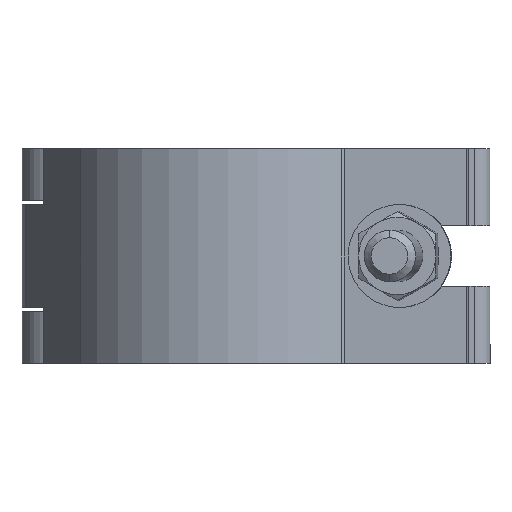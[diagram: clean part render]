
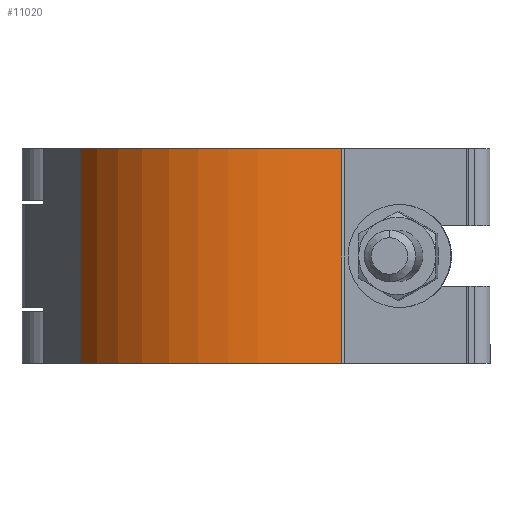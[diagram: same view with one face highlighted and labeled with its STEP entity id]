
A CAD part, front view. The second image highlights one B-rep face of the part: STEP entity #11020.
In plain terms, the highlighted cylindrical face has radius 41.35 mm (diameter 82.7 mm), a partial arc.
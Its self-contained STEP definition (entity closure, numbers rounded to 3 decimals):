
#98 = AXIS2_PLACEMENT_3D ( 'NONE', #8809, #4172, #7630 ) ;
#607 = EDGE_CURVE ( 'NONE', #4236, #11939, #3581, .T. ) ;
#866 = EDGE_CURVE ( 'NONE', #5069, #4236, #3563, .T. ) ;
#938 = DIRECTION ( 'NONE',  ( -1., 0., 0. ) ) ;
#1991 = CIRCLE ( 'NONE', #5770, 41.35 ) ;
#2118 = VECTOR ( 'NONE', #938, 1000. ) ;
#2282 = CARTESIAN_POINT ( 'NONE',  ( -24.95, 39.532, -66.777 ) ) ;
#2963 = CARTESIAN_POINT ( 'NONE',  ( -24.95, 7.226, -40.968 ) ) ;
#3483 = ORIENTED_EDGE ( 'NONE', *, *, #11375, .F. ) ;
#3563 = LINE ( 'NONE', #14048, #5516 ) ;
#3581 = CIRCLE ( 'NONE', #13111, 41.35 ) ;
#3607 = CARTESIAN_POINT ( 'NONE',  ( -24.95, 28.254, -5.364 ) ) ;
#3804 = DIRECTION ( 'NONE',  ( -1., 0., 0. ) ) ;
#4079 = LINE ( 'NONE', #11128, #2118 ) ;
#4172 = DIRECTION ( 'NONE',  ( -1., 0., 0. ) ) ;
#4236 = VERTEX_POINT ( 'NONE', #2282 ) ;
#4905 = DIRECTION ( 'NONE',  ( 1., 0., 0. ) ) ;
#5069 = VERTEX_POINT ( 'NONE', #14122 ) ;
#5516 = VECTOR ( 'NONE', #3804, 1000. ) ;
#5770 = AXIS2_PLACEMENT_3D ( 'NONE', #9540, #4905, #14211 ) ;
#6022 = ORIENTED_EDGE ( 'NONE', *, *, #14340, .F. ) ;
#6836 = CYLINDRICAL_SURFACE ( 'NONE', #98, 41.35 ) ;
#7018 = FACE_OUTER_BOUND ( 'NONE', #12251, .T. ) ;
#7630 = DIRECTION ( 'NONE',  ( 0., 0., 1. ) ) ;
#7816 = ORIENTED_EDGE ( 'NONE', *, *, #866, .T. ) ;
#8809 = CARTESIAN_POINT ( 'NONE',  ( 24.95, 7.226, -40.968 ) ) ;
#8835 = DIRECTION ( 'NONE',  ( 1., 0., 0. ) ) ;
#9540 = CARTESIAN_POINT ( 'NONE',  ( 24.95, 7.226, -40.968 ) ) ;
#10514 = CARTESIAN_POINT ( 'NONE',  ( 24.95, 28.254, -5.364 ) ) ;
#11020 = ADVANCED_FACE ( 'NONE', ( #7018 ), #6836, .T. ) ;
#11024 = DIRECTION ( 'NONE',  ( 0., 0., -1. ) ) ;
#11128 = CARTESIAN_POINT ( 'NONE',  ( 24.95, 28.254, -5.364 ) ) ;
#11375 = EDGE_CURVE ( 'NONE', #5069, #11895, #1991, .T. ) ;
#11895 = VERTEX_POINT ( 'NONE', #10514 ) ;
#11939 = VERTEX_POINT ( 'NONE', #3607 ) ;
#12251 = EDGE_LOOP ( 'NONE', ( #14292, #6022, #3483, #7816 ) ) ;
#13111 = AXIS2_PLACEMENT_3D ( 'NONE', #2963, #8835, #11024 ) ;
#14048 = CARTESIAN_POINT ( 'NONE',  ( 24.95, 39.532, -66.777 ) ) ;
#14122 = CARTESIAN_POINT ( 'NONE',  ( 24.95, 39.532, -66.777 ) ) ;
#14211 = DIRECTION ( 'NONE',  ( 0., 0., -1. ) ) ;
#14292 = ORIENTED_EDGE ( 'NONE', *, *, #607, .T. ) ;
#14340 = EDGE_CURVE ( 'NONE', #11895, #11939, #4079, .T. ) ;
